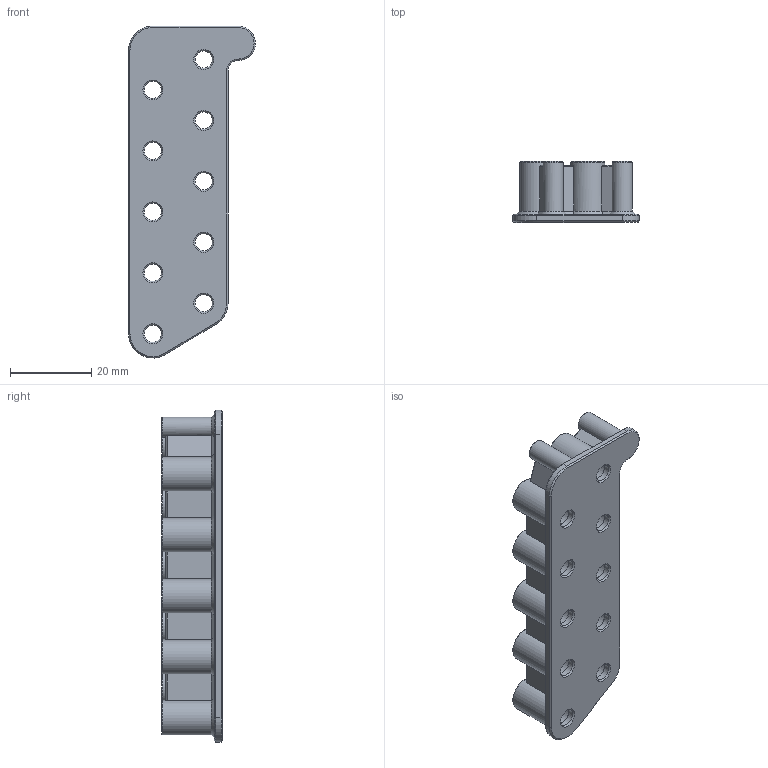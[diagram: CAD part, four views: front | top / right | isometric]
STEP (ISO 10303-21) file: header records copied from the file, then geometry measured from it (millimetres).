
FILE_DESCRIPTION(/* description */ (''),/* implementation_level */ '2;1');
FILE_NAME(/* name */ 'uRings_SE_Assembly_Cap.step',/* time_stamp */ '2021-10-08T19:48:42-04:00',/* author */ (''),/* organization */ (''),/* preprocessor_version */ 'ST-DEVELOPER v18.1',/* originating_system */ 'Autodesk Translation Framework v10.9.0.1377',/* authorisation */ '');
FILE_SCHEMA (('AUTOMOTIVE_DESIGN { 1 0 10303 214 3 1 1 }'));
Length unit declared in the file: millimetre
Products named in the file (1): uRings SE Assembly Cap
Bounding box: 31.25 x 15 x 81.74 mm (x, y, z)
Volume: 10000.9 mm3; surface area: 12315.9 mm2
Topology: 1 solids, 1 shells, 317 faces, 778 edges, 476 vertices
Faces by surface type: plane 185, cone 91, cylinder 37, torus 2, sphere 2
Full cylindrical faces by diameter (mm): 4.2 x10, 5 x2, 6 x10, 8.5 x10
Entity records: 9462 total; most frequent: CARTESIAN_POINT 1806, DIRECTION 1679, ORIENTED_EDGE 1556, EDGE_CURVE 778, AXIS2_PLACEMENT_3D 661, VERTEX_POINT 476, LINE 357, VECTOR 357
